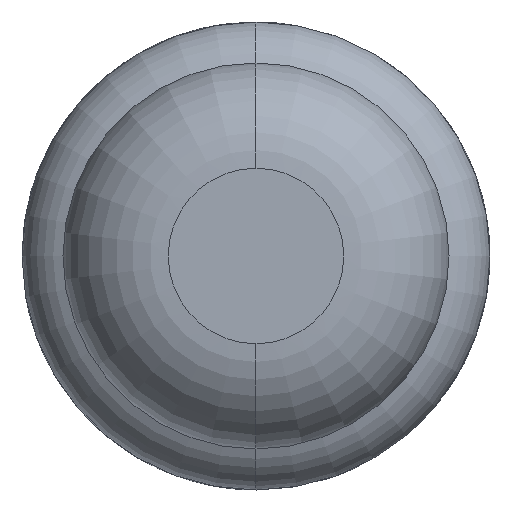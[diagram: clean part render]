
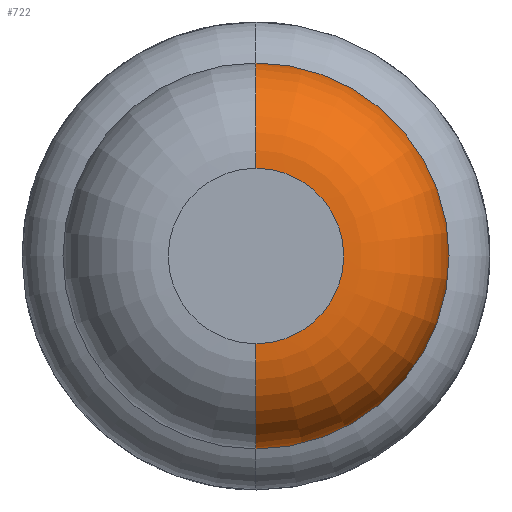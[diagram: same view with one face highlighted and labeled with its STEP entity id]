
A CAD part, front view. The second image highlights one B-rep face of the part: STEP entity #722.
In plain terms, the highlighted toroidal (fillet/blend) face has major radius 0.375 mm and minor radius 0.45 mm.
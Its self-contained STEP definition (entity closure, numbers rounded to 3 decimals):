
#117 = TOROIDAL_SURFACE ( 'NONE', #1595, 0.375, 0.45 ) ;
#187 = EDGE_LOOP ( 'NONE', ( #1084, #445, #2640, #2733 ) ) ;
#307 = DIRECTION ( 'NONE',  ( 0., 0., 1. ) ) ;
#362 = AXIS2_PLACEMENT_3D ( 'NONE', #3913, #3230, #3564 ) ;
#445 = ORIENTED_EDGE ( 'NONE', *, *, #2833, .T. ) ;
#722 = ADVANCED_FACE ( 'Defeature ausgef�hrt1_2', ( #3771 ), #117, .T. ) ;
#785 = CIRCLE ( 'NONE', #3867, 0.45 ) ;
#908 = DIRECTION ( 'NONE',  ( 0., 0., -1. ) ) ;
#1076 = CIRCLE ( 'NONE', #4251, 0.45 ) ;
#1084 = ORIENTED_EDGE ( 'NONE', *, *, #2531, .T. ) ;
#1133 = EDGE_CURVE ( 'NONE', #1287, #3756, #785, .T. ) ;
#1287 = VERTEX_POINT ( 'NONE', #2211 ) ;
#1317 = DIRECTION ( 'NONE',  ( 0., 1., 0. ) ) ;
#1595 = AXIS2_PLACEMENT_3D ( 'NONE', #2689, #1317, #3326 ) ;
#1630 = CARTESIAN_POINT ( 'NONE',  ( 0., -23.55, 0.825 ) ) ;
#1910 = CARTESIAN_POINT ( 'NONE',  ( 0., -23.55, -0.375 ) ) ;
#1940 = CARTESIAN_POINT ( 'NONE',  ( 0., -24., 0. ) ) ;
#2117 = VERTEX_POINT ( 'NONE', #3956 ) ;
#2211 = CARTESIAN_POINT ( 'NONE',  ( 0., -24., 0.375 ) ) ;
#2270 = DIRECTION ( 'NONE',  ( 0., 1., 0. ) ) ;
#2531 = EDGE_CURVE ( 'Defeature ausgef�hrt1_2+Defeature ausgef�hrt1_1+Defeature ausgef�hrt1_1+Defeature ausgef�hrt1_1', #1287, #2117, #3707, .T. ) ;
#2603 = DIRECTION ( 'NONE',  ( 0., 0., 1. ) ) ;
#2640 = ORIENTED_EDGE ( 'NONE', *, *, #2757, .F. ) ;
#2689 = CARTESIAN_POINT ( 'NONE',  ( 0., -23.55, 0. ) ) ;
#2733 = ORIENTED_EDGE ( 'NONE', *, *, #1133, .F. ) ;
#2757 = EDGE_CURVE ( 'Defeature ausgef�hrt1_3+Defeature ausgef�hrt1_2+Defeature ausgef�hrt1_2+Defeature ausgef�hrt1_2', #3756, #3650, #4236, .T. ) ;
#2833 = EDGE_CURVE ( 'NONE', #2117, #3650, #1076, .T. ) ;
#2931 = DIRECTION ( 'NONE',  ( -1., 0., 0. ) ) ;
#3230 = DIRECTION ( 'NONE',  ( 0., 1., 0. ) ) ;
#3260 = CARTESIAN_POINT ( 'NONE',  ( 0., -23.55, 0.375 ) ) ;
#3288 = AXIS2_PLACEMENT_3D ( 'NONE', #1940, #2270, #2603 ) ;
#3326 = DIRECTION ( 'NONE',  ( 0., 0., 1. ) ) ;
#3546 = CARTESIAN_POINT ( 'NONE',  ( 0., -23.55, -0.825 ) ) ;
#3564 = DIRECTION ( 'NONE',  ( 0., 0., 1. ) ) ;
#3589 = DIRECTION ( 'NONE',  ( 1., 0., 0. ) ) ;
#3650 = VERTEX_POINT ( 'NONE', #3546 ) ;
#3707 = CIRCLE ( 'NONE', #3288, 0.375 ) ;
#3756 = VERTEX_POINT ( 'NONE', #1630 ) ;
#3771 = FACE_OUTER_BOUND ( 'NONE', #187, .T. ) ;
#3867 = AXIS2_PLACEMENT_3D ( 'NONE', #3260, #2931, #307 ) ;
#3913 = CARTESIAN_POINT ( 'NONE',  ( 0., -23.55, 0. ) ) ;
#3956 = CARTESIAN_POINT ( 'NONE',  ( 0., -24., -0.375 ) ) ;
#4236 = CIRCLE ( 'NONE', #362, 0.825 ) ;
#4251 = AXIS2_PLACEMENT_3D ( 'NONE', #1910, #3589, #908 ) ;
